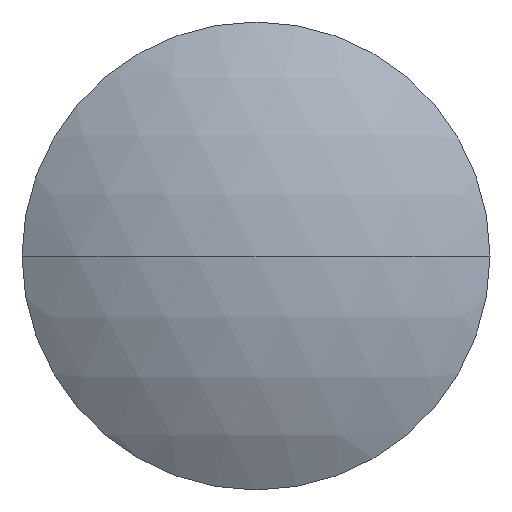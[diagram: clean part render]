
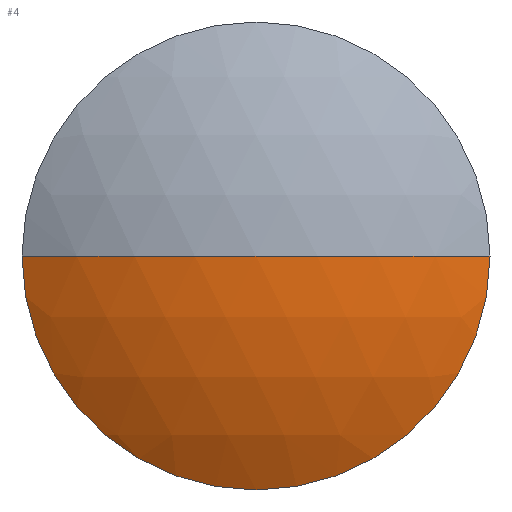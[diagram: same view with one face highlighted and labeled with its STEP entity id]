
A CAD part, left-side view. The second image highlights one B-rep face of the part: STEP entity #4.
In plain terms, the highlighted spherical face has radius 38.841 mm.
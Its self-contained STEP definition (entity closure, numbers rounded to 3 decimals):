
#4 = ADVANCED_FACE ( 'NONE', ( #157 ), #17, .T. ) ;
#12 = CIRCLE ( 'NONE', #266, 38.841 ) ;
#17 = SPHERICAL_SURFACE ( 'NONE', #104, 38.841 ) ;
#35 = CIRCLE ( 'NONE', #261, 38.841 ) ;
#46 = CARTESIAN_POINT ( 'NONE',  ( 134.905, 56.561, 0. ) ) ;
#51 = DIRECTION ( 'NONE',  ( -1., 0., 0. ) ) ;
#76 = CARTESIAN_POINT ( 'NONE',  ( 168.201, 76.561, 0. ) ) ;
#77 = ORIENTED_EDGE ( 'NONE', *, *, #190, .T. ) ;
#79 = DIRECTION ( 'NONE',  ( 0., -1., 0. ) ) ;
#91 = CARTESIAN_POINT ( 'NONE',  ( 168.201, 76.561, 0. ) ) ;
#92 = DIRECTION ( 'NONE',  ( 0., 0., -1. ) ) ;
#101 = DIRECTION ( 'NONE',  ( 1., 0., 0. ) ) ;
#104 = AXIS2_PLACEMENT_3D ( 'NONE', #91, #92, #224 ) ;
#124 = DIRECTION ( 'NONE',  ( 0., 0., -1. ) ) ;
#127 = CARTESIAN_POINT ( 'NONE',  ( 134.905, 96.561, 0. ) ) ;
#143 = CARTESIAN_POINT ( 'NONE',  ( 134.905, 76.561, 0. ) ) ;
#157 = FACE_OUTER_BOUND ( 'NONE', #189, .T. ) ;
#163 = CARTESIAN_POINT ( 'NONE',  ( 168.201, 76.561, 0. ) ) ;
#177 = ORIENTED_EDGE ( 'NONE', *, *, #254, .T. ) ;
#189 = EDGE_LOOP ( 'NONE', ( #77, #177, #207 ) ) ;
#190 = EDGE_CURVE ( 'NONE', #236, #283, #263, .T. ) ;
#207 = ORIENTED_EDGE ( 'NONE', *, *, #287, .F. ) ;
#224 = DIRECTION ( 'NONE',  ( 0., 1., 0. ) ) ;
#234 = DIRECTION ( 'NONE',  ( 0., 0., 1. ) ) ;
#236 = VERTEX_POINT ( 'NONE', #127 ) ;
#254 = EDGE_CURVE ( 'NONE', #283, #286, #35, .T. ) ;
#261 = AXIS2_PLACEMENT_3D ( 'NONE', #163, #124, #275 ) ;
#263 = CIRCLE ( 'NONE', #299, 20. ) ;
#266 = AXIS2_PLACEMENT_3D ( 'NONE', #76, #234, #101 ) ;
#275 = DIRECTION ( 'NONE',  ( 0., 1., 0. ) ) ;
#283 = VERTEX_POINT ( 'NONE', #46 ) ;
#286 = VERTEX_POINT ( 'NONE', #301 ) ;
#287 = EDGE_CURVE ( 'NONE', #236, #286, #12, .T. ) ;
#299 = AXIS2_PLACEMENT_3D ( 'NONE', #143, #51, #79 ) ;
#301 = CARTESIAN_POINT ( 'NONE',  ( 129.36, 76.561, 0. ) ) ;
